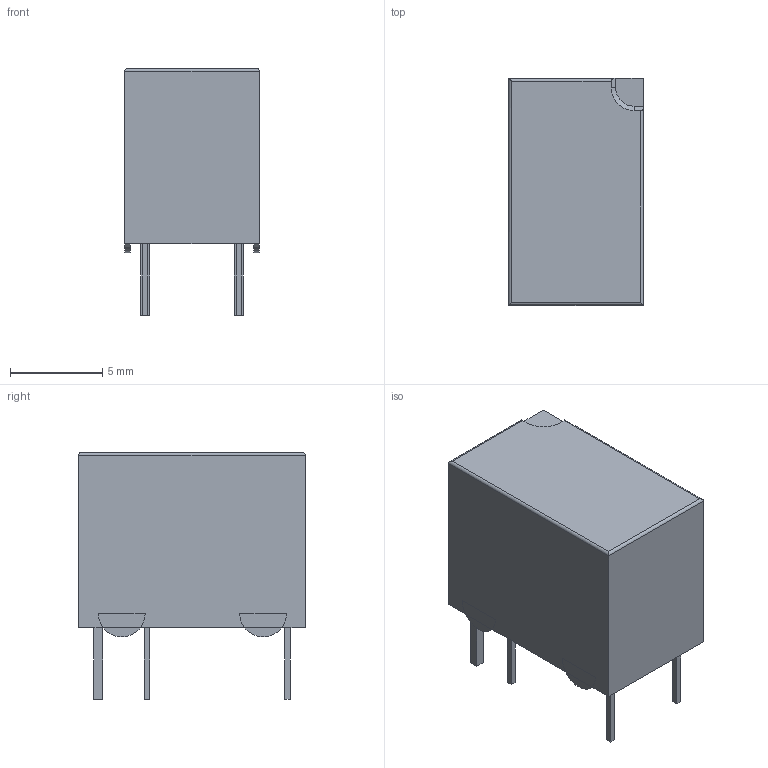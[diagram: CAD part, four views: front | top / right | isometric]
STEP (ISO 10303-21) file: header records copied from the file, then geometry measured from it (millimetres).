
FILE_DESCRIPTION(('FreeCAD Model'),'2;1');
FILE_NAME('Relay_SPDT_Omron_G5V-1.step','2018-01-11T22:38:57',('kicad StepUp'),( 'ksu MCAD'),'Open CASCADE STEP processor 6.8','FreeCAD','Unknown');
FILE_SCHEMA(('AUTOMOTIVE_DESIGN_CC2 { 1 2 10303 214 -1 1 5 4 }'));
Length unit declared in the file: millimetre
Products named in the file (1): Relay_SPDT_Omron_G5V-1
Bounding box: 7.3 x 12.3 x 13.4 mm (x, y, z)
Volume: 856.4 mm3; surface area: 589.5 mm2
Topology: 1 solids, 1 shells, 63 faces, 152 edges, 97 vertices
Faces by surface type: plane 53, cylinder 9, cone 1
Entity records: 1310 total; most frequent: ORIENTED_EDGE 228, CARTESIAN_POINT 190, EDGE_CURVE 152, LINE 120, VERTEX_POINT 97, AXIS2_PLACEMENT_3D 75, FACE_BOUND 69, EDGE_LOOP 69
